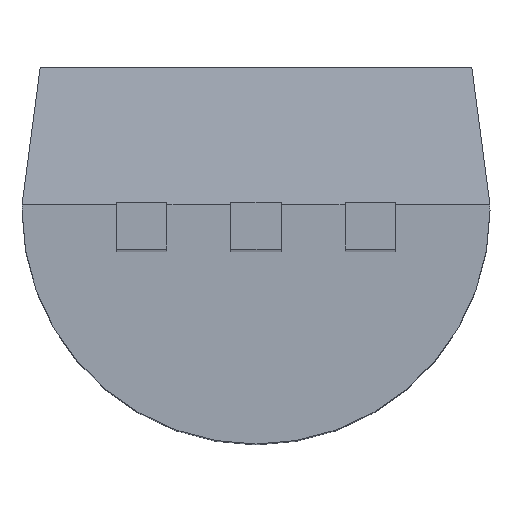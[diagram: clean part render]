
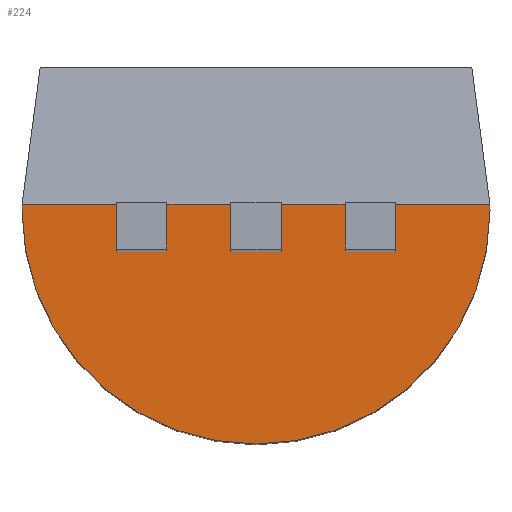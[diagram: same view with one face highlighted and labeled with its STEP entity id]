
A CAD part, top view. The second image highlights one B-rep face of the part: STEP entity #224.
In plain terms, the highlighted planar face has unit normal (0, 0, 1).
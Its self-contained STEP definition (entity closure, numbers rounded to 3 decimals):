
#4 = CARTESIAN_POINT ( 'NONE',  ( 2.601, -0.059, 5.33 ) ) ;
#14 = CARTESIAN_POINT ( 'NONE',  ( 0., -0.059, 5.33 ) ) ;
#24 = ORIENTED_EDGE ( 'NONE', *, *, #407, .T. ) ;
#25 = EDGE_CURVE ( 'NONE', #669, #225, #942, .T. ) ;
#32 = LINE ( 'NONE', #1007, #735 ) ;
#42 = CARTESIAN_POINT ( 'NONE',  ( -2.399, 0., 5.33 ) ) ;
#47 = CARTESIAN_POINT ( 'NONE',  ( 0.28, -0.52, 5.33 ) ) ;
#58 = CIRCLE ( 'NONE', #387, 2.601 ) ;
#70 = CARTESIAN_POINT ( 'NONE',  ( -2.399, 0., 5.33 ) ) ;
#73 = CARTESIAN_POINT ( 'NONE',  ( -0.28, -0.52, 5.33 ) ) ;
#87 = CARTESIAN_POINT ( 'NONE',  ( 0., -0.059, 5.33 ) ) ;
#117 = VECTOR ( 'NONE', #475, 1000. ) ;
#122 = EDGE_LOOP ( 'NONE', ( #314, #870, #199, #1046, #262, #1001, #160, #443, #763, #523, #24, #738, #782, #212, #415, #1054 ) ) ;
#127 = EDGE_CURVE ( 'NONE', #400, #825, #1116, .T. ) ;
#132 = AXIS2_PLACEMENT_3D ( 'NONE', #668, #498, #251 ) ;
#160 = ORIENTED_EDGE ( 'NONE', *, *, #296, .T. ) ;
#164 = CIRCLE ( 'NONE', #336, 2.601 ) ;
#167 = DIRECTION ( 'NONE',  ( 0., 0., 1. ) ) ;
#171 = VERTEX_POINT ( 'NONE', #499 ) ;
#176 = DIRECTION ( 'NONE',  ( 1., 0., 0. ) ) ;
#181 = VECTOR ( 'NONE', #823, 1000. ) ;
#187 = VERTEX_POINT ( 'NONE', #4 ) ;
#195 = VECTOR ( 'NONE', #730, 1000. ) ;
#199 = ORIENTED_EDGE ( 'NONE', *, *, #308, .T. ) ;
#207 = VECTOR ( 'NONE', #721, 1000. ) ;
#210 = CARTESIAN_POINT ( 'NONE',  ( -1.55, -0.52, 5.33 ) ) ;
#212 = ORIENTED_EDGE ( 'NONE', *, *, #611, .T. ) ;
#224 = ADVANCED_FACE ( 'NONE', ( #469 ), #525, .T. ) ;
#225 = VERTEX_POINT ( 'NONE', #869 ) ;
#236 = LINE ( 'NONE', #908, #181 ) ;
#247 = DIRECTION ( 'NONE',  ( 0., -1., 0. ) ) ;
#251 = DIRECTION ( 'NONE',  ( 1., 0., 0. ) ) ;
#258 = LINE ( 'NONE', #456, #454 ) ;
#262 = ORIENTED_EDGE ( 'NONE', *, *, #559, .F. ) ;
#286 = LINE ( 'NONE', #736, #117 ) ;
#296 = EDGE_CURVE ( 'NONE', #581, #935, #897, .T. ) ;
#306 = CARTESIAN_POINT ( 'NONE',  ( -0.28, 0., 5.33 ) ) ;
#308 = EDGE_CURVE ( 'NONE', #811, #225, #236, .T. ) ;
#314 = ORIENTED_EDGE ( 'NONE', *, *, #925, .F. ) ;
#336 = AXIS2_PLACEMENT_3D ( 'NONE', #87, #167, #176 ) ;
#343 = EDGE_CURVE ( 'NONE', #918, #400, #692, .T. ) ;
#356 = EDGE_CURVE ( 'NONE', #811, #496, #1063, .T. ) ;
#387 = AXIS2_PLACEMENT_3D ( 'NONE', #655, #651, #840 ) ;
#393 = VECTOR ( 'NONE', #571, 1000. ) ;
#400 = VERTEX_POINT ( 'NONE', #210 ) ;
#407 = EDGE_CURVE ( 'NONE', #918, #989, #938, .T. ) ;
#415 = ORIENTED_EDGE ( 'NONE', *, *, #618, .T. ) ;
#416 = EDGE_CURVE ( 'NONE', #825, #935, #32, .T. ) ;
#432 = CARTESIAN_POINT ( 'NONE',  ( -2.6, 0., 5.33 ) ) ;
#438 = EDGE_CURVE ( 'NONE', #1107, #542, #258, .T. ) ;
#439 = CIRCLE ( 'NONE', #132, 2.601 ) ;
#440 = CARTESIAN_POINT ( 'NONE',  ( -0.99, 0., 5.33 ) ) ;
#443 = ORIENTED_EDGE ( 'NONE', *, *, #416, .F. ) ;
#454 = VECTOR ( 'NONE', #549, 1000. ) ;
#456 = CARTESIAN_POINT ( 'NONE',  ( 1.55, -0.52, 5.33 ) ) ;
#466 = LINE ( 'NONE', #888, #1022 ) ;
#469 = FACE_OUTER_BOUND ( 'NONE', #122, .T. ) ;
#475 = DIRECTION ( 'NONE',  ( 1., 0., 0. ) ) ;
#480 = LINE ( 'NONE', #73, #690 ) ;
#485 = CARTESIAN_POINT ( 'NONE',  ( 0.99, 0., 5.33 ) ) ;
#493 = VECTOR ( 'NONE', #1048, 1000. ) ;
#496 = VERTEX_POINT ( 'NONE', #1104 ) ;
#498 = DIRECTION ( 'NONE',  ( 0., 0., 1. ) ) ;
#499 = CARTESIAN_POINT ( 'NONE',  ( 2.6, 0., 5.33 ) ) ;
#523 = ORIENTED_EDGE ( 'NONE', *, *, #343, .F. ) ;
#525 = PLANE ( 'NONE',  #876 ) ;
#534 = CARTESIAN_POINT ( 'NONE',  ( -2.399, 0., 5.33 ) ) ;
#542 = VERTEX_POINT ( 'NONE', #558 ) ;
#543 = CARTESIAN_POINT ( 'NONE',  ( -2.601, -0.059, 5.33 ) ) ;
#549 = DIRECTION ( 'NONE',  ( 0., 1., 0. ) ) ;
#554 = VECTOR ( 'NONE', #830, 1000. ) ;
#558 = CARTESIAN_POINT ( 'NONE',  ( 1.55, 0., 5.33 ) ) ;
#559 = EDGE_CURVE ( 'NONE', #639, #669, #286, .T. ) ;
#571 = DIRECTION ( 'NONE',  ( -1., 0., 0. ) ) ;
#581 = VERTEX_POINT ( 'NONE', #306 ) ;
#609 = DIRECTION ( 'NONE',  ( 1., 0., 0. ) ) ;
#611 = EDGE_CURVE ( 'NONE', #187, #171, #58, .T. ) ;
#612 = CARTESIAN_POINT ( 'NONE',  ( -1.55, 0., 5.33 ) ) ;
#618 = EDGE_CURVE ( 'NONE', #171, #542, #1076, .T. ) ;
#625 = DIRECTION ( 'NONE',  ( 1., 0., 0. ) ) ;
#639 = VERTEX_POINT ( 'NONE', #1123 ) ;
#640 = DIRECTION ( 'NONE',  ( -1., 0., 0. ) ) ;
#651 = DIRECTION ( 'NONE',  ( 0., 0., 1. ) ) ;
#655 = CARTESIAN_POINT ( 'NONE',  ( 0., -0.059, 5.33 ) ) ;
#663 = CARTESIAN_POINT ( 'NONE',  ( 0.28, -0.52, 5.33 ) ) ;
#668 = CARTESIAN_POINT ( 'NONE',  ( 0., -0.059, 5.33 ) ) ;
#669 = VERTEX_POINT ( 'NONE', #663 ) ;
#690 = VECTOR ( 'NONE', #247, 1000. ) ;
#692 = LINE ( 'NONE', #816, #195 ) ;
#718 = EDGE_CURVE ( 'NONE', #581, #639, #480, .T. ) ;
#721 = DIRECTION ( 'NONE',  ( -1., 0., 0. ) ) ;
#730 = DIRECTION ( 'NONE',  ( 0., -1., 0. ) ) ;
#735 = VECTOR ( 'NONE', #900, 1000. ) ;
#736 = CARTESIAN_POINT ( 'NONE',  ( 0.28, -0.52, 5.33 ) ) ;
#738 = ORIENTED_EDGE ( 'NONE', *, *, #759, .T. ) ;
#759 = EDGE_CURVE ( 'NONE', #989, #1120, #439, .T. ) ;
#763 = ORIENTED_EDGE ( 'NONE', *, *, #127, .F. ) ;
#782 = ORIENTED_EDGE ( 'NONE', *, *, #842, .T. ) ;
#811 = VERTEX_POINT ( 'NONE', #485 ) ;
#816 = CARTESIAN_POINT ( 'NONE',  ( -1.55, -0.52, 5.33 ) ) ;
#819 = DIRECTION ( 'NONE',  ( 0., -1., 0. ) ) ;
#821 = CARTESIAN_POINT ( 'NONE',  ( 1.55, -0.52, 5.33 ) ) ;
#823 = DIRECTION ( 'NONE',  ( -1., 0., 0. ) ) ;
#825 = VERTEX_POINT ( 'NONE', #866 ) ;
#830 = DIRECTION ( 'NONE',  ( 0., 1., 0. ) ) ;
#840 = DIRECTION ( 'NONE',  ( 1., 0., 0. ) ) ;
#842 = EDGE_CURVE ( 'NONE', #1120, #187, #164, .T. ) ;
#851 = VECTOR ( 'NONE', #640, 1000. ) ;
#866 = CARTESIAN_POINT ( 'NONE',  ( -0.99, -0.52, 5.33 ) ) ;
#869 = CARTESIAN_POINT ( 'NONE',  ( 0.28, 0., 5.33 ) ) ;
#870 = ORIENTED_EDGE ( 'NONE', *, *, #356, .F. ) ;
#876 = AXIS2_PLACEMENT_3D ( 'NONE', #14, #889, #609 ) ;
#888 = CARTESIAN_POINT ( 'NONE',  ( 1.55, -0.52, 5.33 ) ) ;
#889 = DIRECTION ( 'NONE',  ( 0., 0., 1. ) ) ;
#897 = LINE ( 'NONE', #42, #207 ) ;
#900 = DIRECTION ( 'NONE',  ( 0., 1., 0. ) ) ;
#908 = CARTESIAN_POINT ( 'NONE',  ( -2.399, 0., 5.33 ) ) ;
#918 = VERTEX_POINT ( 'NONE', #612 ) ;
#925 = EDGE_CURVE ( 'NONE', #496, #1107, #466, .T. ) ;
#935 = VERTEX_POINT ( 'NONE', #440 ) ;
#938 = LINE ( 'NONE', #534, #851 ) ;
#942 = LINE ( 'NONE', #47, #554 ) ;
#963 = CARTESIAN_POINT ( 'NONE',  ( -0.99, -0.52, 5.33 ) ) ;
#989 = VERTEX_POINT ( 'NONE', #432 ) ;
#1001 = ORIENTED_EDGE ( 'NONE', *, *, #718, .F. ) ;
#1004 = CARTESIAN_POINT ( 'NONE',  ( 0.99, -0.52, 5.33 ) ) ;
#1007 = CARTESIAN_POINT ( 'NONE',  ( -0.99, -0.52, 5.33 ) ) ;
#1022 = VECTOR ( 'NONE', #625, 1000. ) ;
#1046 = ORIENTED_EDGE ( 'NONE', *, *, #25, .F. ) ;
#1048 = DIRECTION ( 'NONE',  ( 1., 0., 0. ) ) ;
#1054 = ORIENTED_EDGE ( 'NONE', *, *, #438, .F. ) ;
#1063 = LINE ( 'NONE', #1004, #1115 ) ;
#1076 = LINE ( 'NONE', #70, #393 ) ;
#1104 = CARTESIAN_POINT ( 'NONE',  ( 0.99, -0.52, 5.33 ) ) ;
#1107 = VERTEX_POINT ( 'NONE', #821 ) ;
#1115 = VECTOR ( 'NONE', #819, 1000. ) ;
#1116 = LINE ( 'NONE', #963, #493 ) ;
#1120 = VERTEX_POINT ( 'NONE', #543 ) ;
#1123 = CARTESIAN_POINT ( 'NONE',  ( -0.28, -0.52, 5.33 ) ) ;
